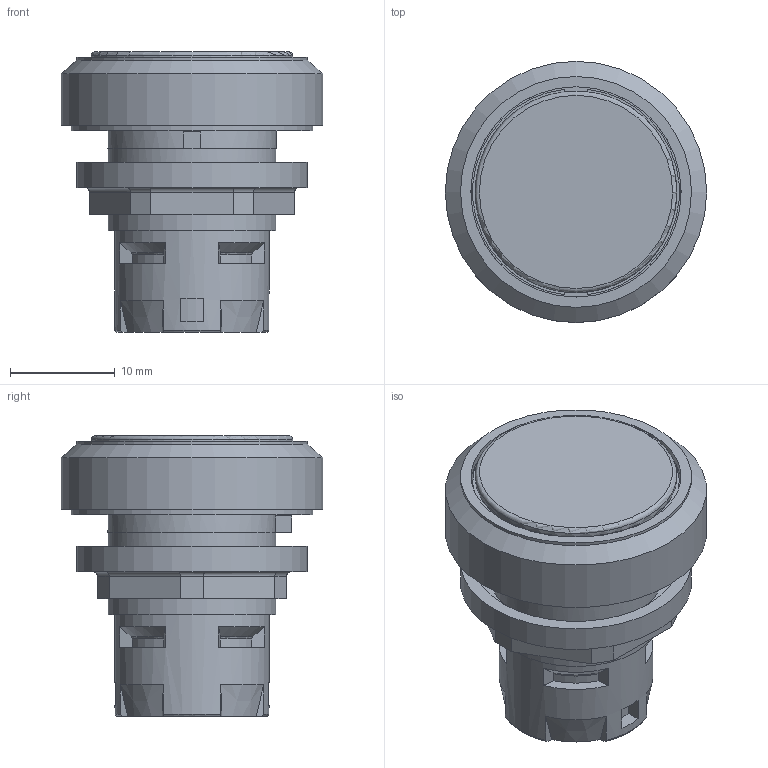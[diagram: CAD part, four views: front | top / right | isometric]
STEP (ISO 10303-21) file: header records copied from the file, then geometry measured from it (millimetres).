
FILE_DESCRIPTION(/* description */ (''),/* implementation_level */ '2;1');
FILE_NAME(/* name */ 'RKT_ipt.stp',/* time_stamp */ '2016-01-14T15:34:42+01:00',/* author */ ('thagel'),/* organization */ (''),/* preprocessor_version */ 'ST-DEVELOPER v15.2',/* originating_system */ 'Autodesk Inventor 2014',/* authorisation */ '');
FILE_SCHEMA (('AUTOMOTIVE_DESIGN { 1 0 10303 214 3 1 1 }'));
Length unit declared in the file: centimetre
Products named in the file (1): 3D-Zeichnungen vereinfacht für Kunden
Bounding box: 24.9 x 24.9 x 26.75 mm (x, y, z)
Volume: 7294.9 mm3; surface area: 4275.5 mm2
Topology: 1 solids, 3 shells, 183 faces, 466 edges, 305 vertices
Faces by surface type: plane 106, cylinder 49, cone 17, torus 11
Full cylindrical faces by diameter (mm): 12.1 x3, 14.7 x1, 16 x2, 16.008 x1, 16.15 x1, 16.5 x1, 19.2 x1, 19.5 x1, 20.03 x1, 21.47 x1, 22 x2, 23 x1, 24.9 x1
Entity records: 5367 total; most frequent: CARTESIAN_POINT 1022, DIRECTION 900, ORIENTED_EDGE 860, EDGE_CURVE 430, AXIS2_PLACEMENT_3D 322, VERTEX_POINT 296, LINE 256, VECTOR 256
